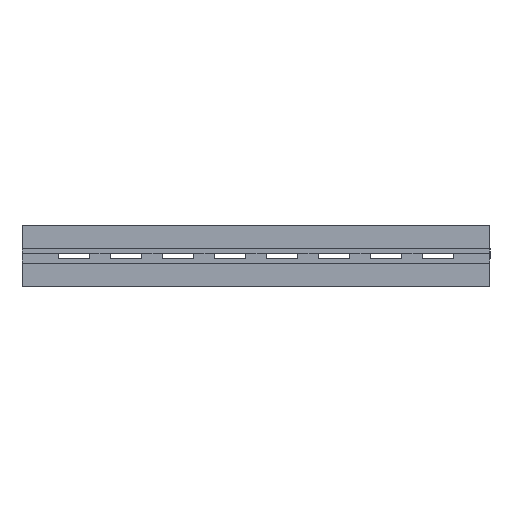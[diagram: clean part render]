
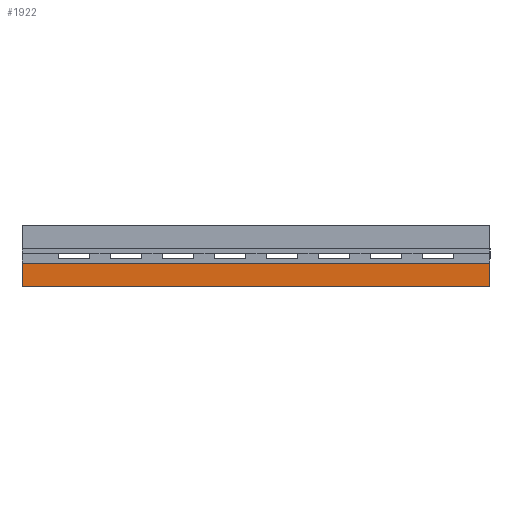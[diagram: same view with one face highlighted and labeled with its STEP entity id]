
A CAD part, left-side view. The second image highlights one B-rep face of the part: STEP entity #1922.
In plain terms, the highlighted planar face has unit normal (-1, 0, 0).
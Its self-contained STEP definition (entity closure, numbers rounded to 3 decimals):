
#173=ORIENTED_EDGE('',*,*,#449,.F.);
#174=ORIENTED_EDGE('',*,*,#563,.T.);
#175=ORIENTED_EDGE('',*,*,#564,.T.);
#176=ORIENTED_EDGE('',*,*,#565,.F.);
#449=EDGE_CURVE('',#654,#655,#778,.T.);
#563=EDGE_CURVE('',#654,#749,#889,.T.);
#564=EDGE_CURVE('',#749,#750,#890,.T.);
#565=EDGE_CURVE('',#655,#750,#891,.T.);
#654=VERTEX_POINT('',#2404);
#655=VERTEX_POINT('',#2406);
#749=VERTEX_POINT('',#2643);
#750=VERTEX_POINT('',#2645);
#778=LINE('',#2405,#980);
#889=LINE('',#2642,#1091);
#890=LINE('',#2644,#1092);
#891=LINE('',#2646,#1093);
#980=VECTOR('',#2056,1000.);
#1091=VECTOR('',#2213,1000.);
#1092=VECTOR('',#2214,1000.);
#1093=VECTOR('',#2215,1000.);
#1200=EDGE_LOOP('',(#173,#174,#175,#176));
#1268=FACE_BOUND('',#1200,.T.);
#1336=PLANE('',#1997);
#1922=ADVANCED_FACE('',(#1268),#1336,.T.);
#1997=AXIS2_PLACEMENT_3D('',#2641,#2211,#2212);
#2056=DIRECTION('',(0.,-1.,0.));
#2211=DIRECTION('',(-1.,0.,0.));
#2212=DIRECTION('',(0.,0.,1.));
#2213=DIRECTION('',(0.,0.,-1.));
#2214=DIRECTION('',(0.,-1.,0.));
#2215=DIRECTION('',(0.,0.,-1.));
#2404=CARTESIAN_POINT('',(-50.,2.25,-0.043));
#2405=CARTESIAN_POINT('',(-50.,-2.25,-0.043));
#2406=CARTESIAN_POINT('',(-50.,-2.25,-0.043));
#2641=CARTESIAN_POINT('',(-50.,-2.25,0.05));
#2642=CARTESIAN_POINT('',(-50.,2.25,0.05));
#2643=CARTESIAN_POINT('',(-50.,2.25,-0.268));
#2644=CARTESIAN_POINT('',(-50.,2.25,-0.268));
#2645=CARTESIAN_POINT('',(-50.,-2.25,-0.268));
#2646=CARTESIAN_POINT('',(-50.,-2.25,0.05));
